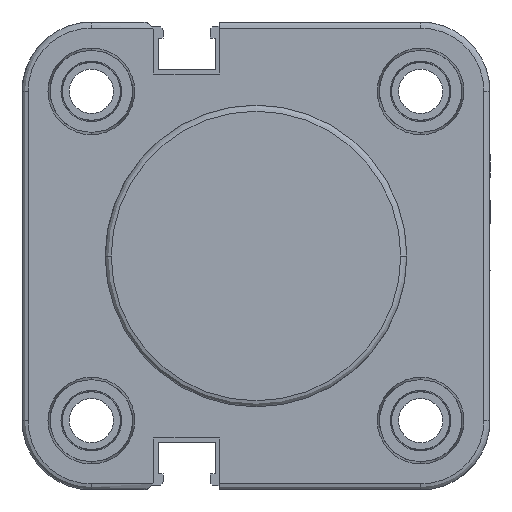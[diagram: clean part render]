
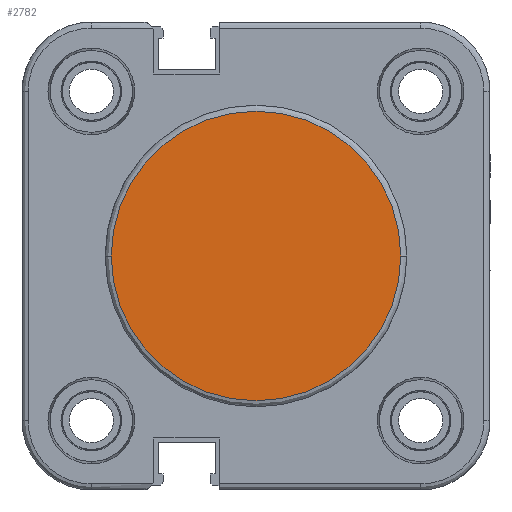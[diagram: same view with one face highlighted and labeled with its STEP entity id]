
A CAD part, front view. The second image highlights one B-rep face of the part: STEP entity #2782.
In plain terms, the highlighted face is planar.
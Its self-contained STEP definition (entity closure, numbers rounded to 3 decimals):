
#248 = DIRECTION ( 'NONE',  ( 0., -1., 0. ) ) ;
#1493 = PLANE ( 'NONE',  #8105 ) ;
#1646 = DIRECTION ( 'NONE',  ( 0., -1., 0. ) ) ;
#1859 = DIRECTION ( 'NONE',  ( -1., 0., 0. ) ) ;
#2156 = ORIENTED_EDGE ( 'NONE', *, *, #13736, .T. ) ;
#2782 = ADVANCED_FACE ( 'NONE', ( #4150 ), #1493, .T. ) ;
#4017 = CARTESIAN_POINT ( 'NONE',  ( 0., 0., 0. ) ) ;
#4150 = FACE_OUTER_BOUND ( 'NONE', #15248, .T. ) ;
#5061 = EDGE_CURVE ( 'NONE', #7245, #13900, #9462, .T. ) ;
#7230 = ORIENTED_EDGE ( 'NONE', *, *, #5061, .T. ) ;
#7245 = VERTEX_POINT ( 'NONE', #14492 ) ;
#7351 = CIRCLE ( 'NONE', #7900, 16.7 ) ;
#7507 = DIRECTION ( 'NONE',  ( -1., 0., 0. ) ) ;
#7900 = AXIS2_PLACEMENT_3D ( 'NONE', #14833, #7507, #248 ) ;
#7960 = AXIS2_PLACEMENT_3D ( 'NONE', #11401, #11303, #14987 ) ;
#8105 = AXIS2_PLACEMENT_3D ( 'NONE', #4017, #1859, #1646 ) ;
#9462 = CIRCLE ( 'NONE', #7960, 16.7 ) ;
#11303 = DIRECTION ( 'NONE',  ( -1., 0., 0. ) ) ;
#11401 = CARTESIAN_POINT ( 'NONE',  ( 0., 0., 0. ) ) ;
#13736 = EDGE_CURVE ( 'NONE', #13900, #7245, #7351, .T. ) ;
#13900 = VERTEX_POINT ( 'NONE', #14595 ) ;
#14492 = CARTESIAN_POINT ( 'NONE',  ( 0., 16.7, 0. ) ) ;
#14595 = CARTESIAN_POINT ( 'NONE',  ( 0., -16.7, 0. ) ) ;
#14833 = CARTESIAN_POINT ( 'NONE',  ( 0., 0., 0. ) ) ;
#14987 = DIRECTION ( 'NONE',  ( 0., -1., 0. ) ) ;
#15248 = EDGE_LOOP ( 'NONE', ( #2156, #7230 ) ) ;
